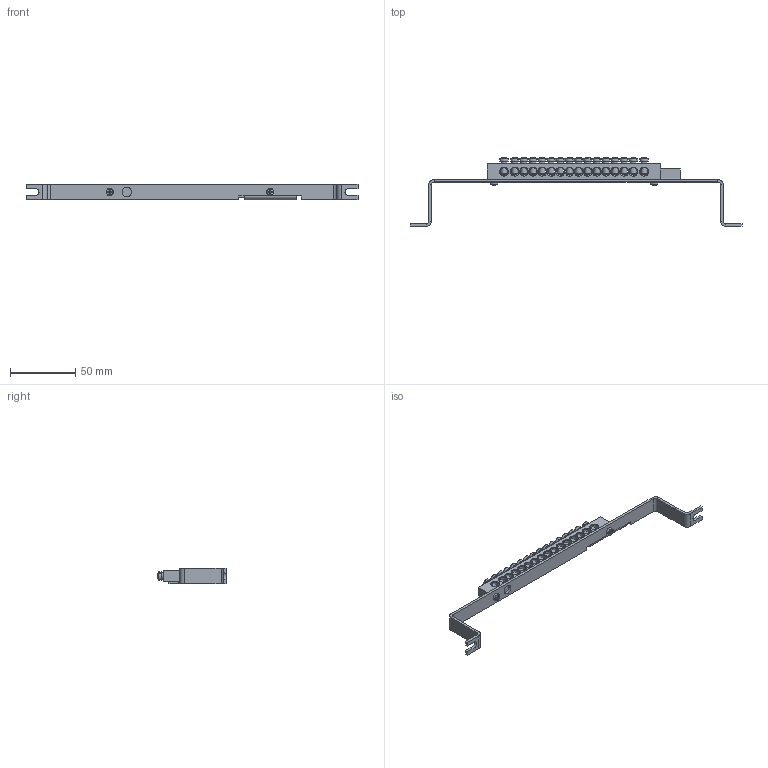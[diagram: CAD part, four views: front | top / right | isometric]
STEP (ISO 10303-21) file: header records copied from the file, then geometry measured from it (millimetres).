
FILE_DESCRIPTION(/* description */ (''),/* implementation_level */ '2;1');
FILE_NAME(/* name */ 'Шина PE 8х12-16 на скобе.stp',/* time_stamp */ '2021-04-12T22:18:42+03:00',/* author */ ('Admin'),/* organization */ (''),/* preprocessor_version */ 'ST-DEVELOPER v15.6',/* originating_system */ 'Autodesk Inventor 2015',/* authorisation */ '');
FILE_SCHEMA (('AUTOMOTIVE_DESIGN { 1 0 10303 214 3 1 1 }'));
Length unit declared in the file: millimetre
Products named in the file (6): Винт M4x10; Скоба; 8х12-16_2; Винт M5x10; Шина N+PE на \X2\0441

Assembly tree (21 placements, depth 3):
  Шина N+PE на \X2\0441

    Винт M4x10  x2
    Скоба
    8х12-16_2
      8х12-16_2
      Винт M5x10  x16
Bounding box: 255 x 52.65 x 12 mm (x, y, z)
Volume: 20272.8 mm3; surface area: 21834.5 mm2
Topology: 20 solids, 20 shells, 584 faces, 1517 edges, 991 vertices
Faces by surface type: plane 324, cone 86, cylinder 66, torus 54, sphere 36, bspline 18
Full cylindrical faces by diameter (mm): 3.242 x2, 3.9 x2, 4.134 x16, 4.8 x16, 5 x1, 6 x16, 7.2 x1
Entity records: 6095 total; most frequent: CARTESIAN_POINT 1563, DIRECTION 932, ORIENTED_EDGE 748, AXIS2_PLACEMENT_3D 383, EDGE_CURVE 374, EDGE_LOOP 332, VERTEX_POINT 274, FACE_OUTER_BOUND 184
